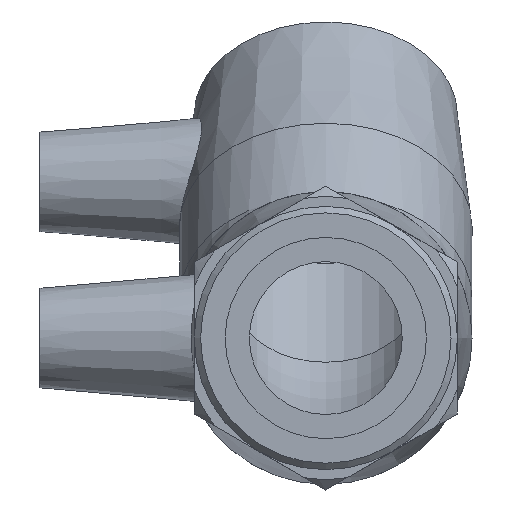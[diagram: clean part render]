
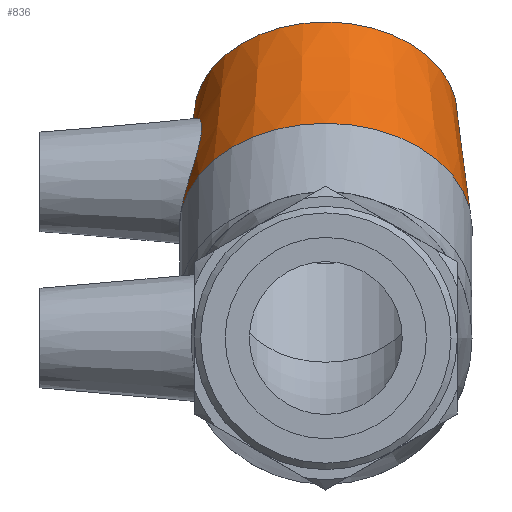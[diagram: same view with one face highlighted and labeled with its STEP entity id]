
A CAD part, left-side view. The second image highlights one B-rep face of the part: STEP entity #836.
In plain terms, the highlighted conical face has half-angle 5.292 degrees and reference radius 20.9 mm.
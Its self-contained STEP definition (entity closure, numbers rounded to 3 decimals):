
#14=B_SPLINE_CURVE_WITH_KNOTS('',3,(#1495,#1496,#1497,#1498,#1499,#1500,
#1501,#1502,#1503,#1504,#1505,#1506,#1507,#1508,#1509,#1510,#1511,#1512,
#1513,#1514,#1515,#1516,#1517,#1518,#1519,#1520,#1521,#1522,#1523,#1524,
#1525,#1526,#1527,#1528),.UNSPECIFIED.,.T.,.F.,(4,2,2,2,2,2,2,2,2,2,2,2,
2,2,2,2,4),(0.,0.35,0.701,1.054,1.408,
1.761,2.115,2.465,2.816,3.2,
3.584,3.957,4.33,4.703,5.076,
5.46,5.845),.UNSPECIFIED.);
#157=FACE_BOUND('',#307,.T.);
#158=FACE_BOUND('',#308,.T.);
#220=FACE_OUTER_BOUND('',#306,.T.);
#306=EDGE_LOOP('',(#744));
#307=EDGE_LOOP('',(#745));
#308=EDGE_LOOP('',(#746));
#367=CIRCLE('',#936,22.);
#371=CIRCLE('',#946,19.8);
#443=VERTEX_POINT('',#1490);
#444=VERTEX_POINT('',#1494);
#448=VERTEX_POINT('',#1539);
#545=EDGE_CURVE('',#443,#443,#367,.T.);
#547=EDGE_CURVE('',#444,#444,#14,.T.);
#551=EDGE_CURVE('',#448,#448,#371,.T.);
#744=ORIENTED_EDGE('',*,*,#545,.F.);
#745=ORIENTED_EDGE('',*,*,#547,.T.);
#746=ORIENTED_EDGE('',*,*,#551,.T.);
#781=CONICAL_SURFACE('',#947,20.9,5.292);
#836=ADVANCED_FACE('',(#220,#157,#158),#781,.T.);
#936=AXIS2_PLACEMENT_3D('',#1491,#1162,#1163);
#946=AXIS2_PLACEMENT_3D('',#1540,#1182,#1183);
#947=AXIS2_PLACEMENT_3D('',#1541,#1184,#1185);
#1162=DIRECTION('center_axis',(-0.707,0.,
-0.707));
#1163=DIRECTION('ref_axis',(-0.707,0.,0.707));
#1182=DIRECTION('center_axis',(-0.707,0.,
-0.707));
#1183=DIRECTION('ref_axis',(-0.707,0.,0.707));
#1184=DIRECTION('center_axis',(-0.707,0.,
-0.707));
#1185=DIRECTION('ref_axis',(0.,1.,0.));
#1490=CARTESIAN_POINT('',(16.757,22.,16.757));
#1491=CARTESIAN_POINT('Origin',(16.757,0.,16.757));
#1494=CARTESIAN_POINT('',(30.642,18.752,17.052));
#1495=CARTESIAN_POINT('Ctrl Pts',(30.642,18.752,17.052));
#1496=CARTESIAN_POINT('Ctrl Pts',(31.43,18.656,17.909));
#1497=CARTESIAN_POINT('Ctrl Pts',(32.094,18.681,18.98));
#1498=CARTESIAN_POINT('Ctrl Pts',(32.936,18.937,21.289));
#1499=CARTESIAN_POINT('Ctrl Pts',(33.116,19.158,22.528));
#1500=CARTESIAN_POINT('Ctrl Pts',(33.039,19.582,24.834));
#1501=CARTESIAN_POINT('Ctrl Pts',(32.774,19.815,26.066));
#1502=CARTESIAN_POINT('Ctrl Pts',(31.784,20.144,28.344));
#1503=CARTESIAN_POINT('Ctrl Pts',(31.056,20.236,29.39));
#1504=CARTESIAN_POINT('Ctrl Pts',(29.39,20.236,31.056));
#1505=CARTESIAN_POINT('Ctrl Pts',(28.344,20.144,31.784));
#1506=CARTESIAN_POINT('Ctrl Pts',(26.066,19.815,32.774));
#1507=CARTESIAN_POINT('Ctrl Pts',(24.834,19.582,33.039));
#1508=CARTESIAN_POINT('Ctrl Pts',(22.528,19.158,33.116));
#1509=CARTESIAN_POINT('Ctrl Pts',(21.289,18.937,32.936));
#1510=CARTESIAN_POINT('Ctrl Pts',(18.98,18.681,32.094));
#1511=CARTESIAN_POINT('Ctrl Pts',(17.909,18.656,31.43));
#1512=CARTESIAN_POINT('Ctrl Pts',(16.112,18.857,29.778));
#1513=CARTESIAN_POINT('Ctrl Pts',(15.327,19.117,28.677));
#1514=CARTESIAN_POINT('Ctrl Pts',(14.299,19.812,26.274));
#1515=CARTESIAN_POINT('Ctrl Pts',(14.053,20.237,24.971));
#1516=CARTESIAN_POINT('Ctrl Pts',(14.058,20.972,22.556));
#1517=CARTESIAN_POINT('Ctrl Pts',(14.295,21.336,21.275));
#1518=CARTESIAN_POINT('Ctrl Pts',(15.28,21.842,18.891));
#1519=CARTESIAN_POINT('Ctrl Pts',(16.029,21.98,17.787));
#1520=CARTESIAN_POINT('Ctrl Pts',(17.787,21.98,16.029));
#1521=CARTESIAN_POINT('Ctrl Pts',(18.891,21.842,15.28));
#1522=CARTESIAN_POINT('Ctrl Pts',(21.275,21.336,14.295));
#1523=CARTESIAN_POINT('Ctrl Pts',(22.556,20.972,14.058));
#1524=CARTESIAN_POINT('Ctrl Pts',(24.971,20.237,14.053));
#1525=CARTESIAN_POINT('Ctrl Pts',(26.274,19.812,14.299));
#1526=CARTESIAN_POINT('Ctrl Pts',(28.677,19.117,15.327));
#1527=CARTESIAN_POINT('Ctrl Pts',(29.778,18.857,16.112));
#1528=CARTESIAN_POINT('Ctrl Pts',(30.642,18.752,17.052));
#1539=CARTESIAN_POINT('',(33.551,19.8,33.551));
#1540=CARTESIAN_POINT('Origin',(33.551,0.,33.551));
#1541=CARTESIAN_POINT('Origin',(25.154,0.,25.154));
